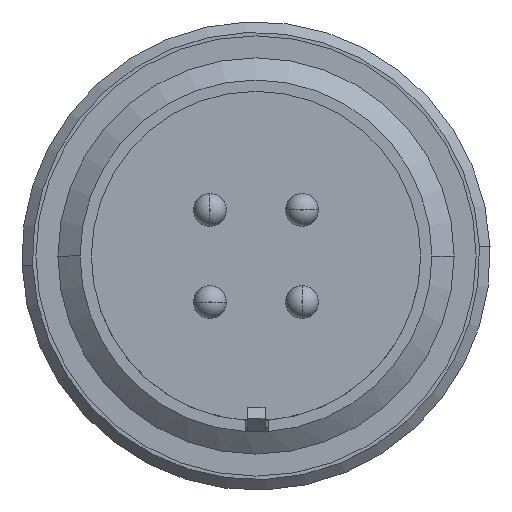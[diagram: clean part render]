
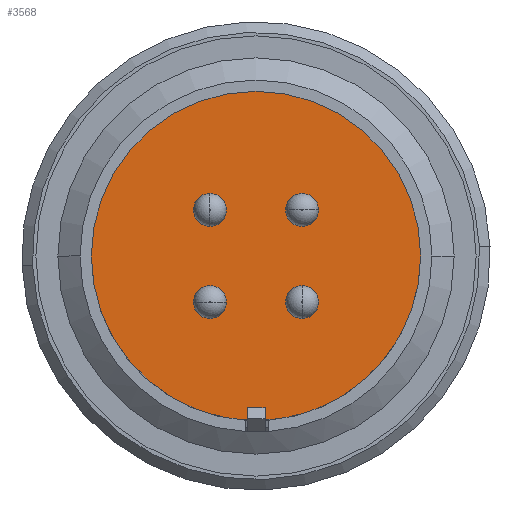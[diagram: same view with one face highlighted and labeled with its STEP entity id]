
A CAD part, front view. The second image highlights one B-rep face of the part: STEP entity #3568.
In plain terms, the highlighted planar face has unit normal (0, -1, 0).
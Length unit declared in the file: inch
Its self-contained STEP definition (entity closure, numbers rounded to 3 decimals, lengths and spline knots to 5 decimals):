
#6 = CARTESIAN_POINT ( 'NONE',  ( -0.13081, 0., -0.13081 ) ) ;
#7 = DIRECTION ( 'NONE',  ( 0., -1., 0. ) ) ;
#8 = DIRECTION ( 'NONE',  ( 0., 0., 1. ) ) ;
#14 = CARTESIAN_POINT ( 'NONE',  ( -0.13081, 0., 0.13081 ) ) ;
#15 = DIRECTION ( 'NONE',  ( 0., -1., 0. ) ) ;
#16 = DIRECTION ( 'NONE',  ( 0., 0., 1. ) ) ;
#166 = AXIS2_PLACEMENT_3D ( 'NONE', #3512, #3513, #3514 ) ;
#304 = AXIS2_PLACEMENT_3D ( 'NONE', #14, #15, #16 ) ;
#316 = AXIS2_PLACEMENT_3D ( 'NONE', #6, #7, #8 ) ;
#321 = AXIS2_PLACEMENT_3D ( 'NONE', #3384, #3385, #3386 ) ;
#329 = AXIS2_PLACEMENT_3D ( 'NONE', #3394, #3395, #3396 ) ;
#355 = EDGE_CURVE ( 'NONE', #4594, #4873, #2791, .T. ) ;
#360 = EDGE_CURVE ( 'NONE', #4591, #4893, #2778, .T. ) ;
#388 = EDGE_CURVE ( 'NONE', #4806, #4616, #2649, .T. ) ;
#408 = EDGE_CURVE ( 'NONE', #4847, #4826, #2673, .T. ) ;
#564 = CARTESIAN_POINT ( 'NONE',  ( -0.13081, 0., 0.17781 ) ) ;
#590 = CARTESIAN_POINT ( 'NONE',  ( -0.13081, 0., -0.13081 ) ) ;
#591 = DIRECTION ( 'NONE',  ( 0., -1., 0. ) ) ;
#592 = DIRECTION ( 'NONE',  ( 0., 0., 1. ) ) ;
#727 = AXIS2_PLACEMENT_3D ( 'NONE', #2520, #2521, #2522 ) ;
#731 = AXIS2_PLACEMENT_3D ( 'NONE', #3443, #3444, #3445 ) ;
#863 = CARTESIAN_POINT ( 'NONE',  ( -0.13081, 0., 0.13081 ) ) ;
#864 = DIRECTION ( 'NONE',  ( 0., -1., 0. ) ) ;
#865 = DIRECTION ( 'NONE',  ( 0., 0., 1. ) ) ;
#878 = CARTESIAN_POINT ( 'NONE',  ( 0.13081, 0., 0.13081 ) ) ;
#879 = DIRECTION ( 'NONE',  ( 0., -1., 0. ) ) ;
#880 = DIRECTION ( 'NONE',  ( 0., 0., 1. ) ) ;
#911 = CARTESIAN_POINT ( 'NONE',  ( 0.08381, 0., 0.13081 ) ) ;
#914 = CARTESIAN_POINT ( 'NONE',  ( -0.13081, 0., 0.08381 ) ) ;
#930 = CARTESIAN_POINT ( 'NONE',  ( -0.17781, 0., -0.13081 ) ) ;
#966 = FACE_BOUND ( 'NONE', #3302, .T. ) ;
#968 = FACE_BOUND ( 'NONE', #4759, .T. ) ;
#970 = FACE_BOUND ( 'NONE', #4964, .T. ) ;
#983 = FACE_OUTER_BOUND ( 'NONE', #3343, .T. ) ;
#985 = FACE_BOUND ( 'NONE', #4967, .T. ) ;
#1014 = CARTESIAN_POINT ( 'NONE',  ( 0.49, 0., 0. ) ) ;
#1066 = CARTESIAN_POINT ( 'NONE',  ( -0.49, 0., 0. ) ) ;
#1111 = CARTESIAN_POINT ( 'NONE',  ( -0.08381, 0., -0.13081 ) ) ;
#1122 = CARTESIAN_POINT ( 'NONE',  ( 0.13081, 0., -0.17781 ) ) ;
#1139 = CARTESIAN_POINT ( 'NONE',  ( 0.13081, 0., -0.08381 ) ) ;
#1204 = CIRCLE ( 'NONE', #166, 0.047 ) ;
#1219 = CIRCLE ( 'NONE', #316, 0.047 ) ;
#1291 = CIRCLE ( 'NONE', #329, 0.49 ) ;
#1295 = CIRCLE ( 'NONE', #321, 0.047 ) ;
#1323 = CIRCLE ( 'NONE', #304, 0.047 ) ;
#1494 = EDGE_CURVE ( 'NONE', #4766, #4699, #2806, .T. ) ;
#2283 = AXIS2_PLACEMENT_3D ( 'NONE', #878, #879, #880 ) ;
#2292 = AXIS2_PLACEMENT_3D ( 'NONE', #590, #591, #592 ) ;
#2349 = EDGE_CURVE ( 'NONE', #4826, #4847, #1204, .T. ) ;
#2364 = EDGE_CURVE ( 'NONE', #4616, #4806, #1219, .T. ) ;
#2368 = EDGE_CURVE ( 'NONE', #4873, #4594, #1323, .T. ) ;
#2391 = EDGE_CURVE ( 'NONE', #4893, #4591, #1295, .T. ) ;
#2394 = EDGE_CURVE ( 'NONE', #4699, #4766, #1291, .T. ) ;
#2395 = AXIS2_PLACEMENT_3D ( 'NONE', #863, #864, #865 ) ;
#2520 = CARTESIAN_POINT ( 'NONE',  ( 0.13081, 0., -0.13081 ) ) ;
#2521 = DIRECTION ( 'NONE',  ( 0., -1., 0. ) ) ;
#2522 = DIRECTION ( 'NONE',  ( 0., 0., 1. ) ) ;
#2649 = CIRCLE ( 'NONE', #2292, 0.047 ) ;
#2673 = CIRCLE ( 'NONE', #727, 0.047 ) ;
#2778 = CIRCLE ( 'NONE', #2283, 0.047 ) ;
#2791 = CIRCLE ( 'NONE', #2395, 0.047 ) ;
#2806 = CIRCLE ( 'NONE', #731, 0.49 ) ;
#2835 = CARTESIAN_POINT ( 'NONE',  ( 0.17781, 0., 0.13081 ) ) ;
#3077 = AXIS2_PLACEMENT_3D ( 'NONE', #4186, #4188, #4193 ) ;
#3119 = ORIENTED_EDGE ( 'NONE', *, *, #408, .F. ) ;
#3120 = ORIENTED_EDGE ( 'NONE', *, *, #2364, .F. ) ;
#3137 = ORIENTED_EDGE ( 'NONE', *, *, #2368, .F. ) ;
#3142 = ORIENTED_EDGE ( 'NONE', *, *, #355, .F. ) ;
#3163 = ORIENTED_EDGE ( 'NONE', *, *, #1494, .T. ) ;
#3244 = ORIENTED_EDGE ( 'NONE', *, *, #2349, .F. ) ;
#3262 = ORIENTED_EDGE ( 'NONE', *, *, #360, .F. ) ;
#3265 = ORIENTED_EDGE ( 'NONE', *, *, #2391, .F. ) ;
#3283 = ORIENTED_EDGE ( 'NONE', *, *, #388, .F. ) ;
#3302 = EDGE_LOOP ( 'NONE', ( #3265, #3262 ) ) ;
#3343 = EDGE_LOOP ( 'NONE', ( #3370, #3163 ) ) ;
#3370 = ORIENTED_EDGE ( 'NONE', *, *, #2394, .T. ) ;
#3384 = CARTESIAN_POINT ( 'NONE',  ( 0.13081, 0., 0.13081 ) ) ;
#3385 = DIRECTION ( 'NONE',  ( 0., -1., 0. ) ) ;
#3386 = DIRECTION ( 'NONE',  ( 0., 0., 1. ) ) ;
#3394 = CARTESIAN_POINT ( 'NONE',  ( 0., 0., 0. ) ) ;
#3395 = DIRECTION ( 'NONE',  ( 0., -1., 0. ) ) ;
#3396 = DIRECTION ( 'NONE',  ( 0., 0., 1. ) ) ;
#3443 = CARTESIAN_POINT ( 'NONE',  ( 0., 0., 0. ) ) ;
#3444 = DIRECTION ( 'NONE',  ( 0., -1., 0. ) ) ;
#3445 = DIRECTION ( 'NONE',  ( 0., 0., 1. ) ) ;
#3512 = CARTESIAN_POINT ( 'NONE',  ( 0.13081, 0., -0.13081 ) ) ;
#3513 = DIRECTION ( 'NONE',  ( 0., -1., 0. ) ) ;
#3514 = DIRECTION ( 'NONE',  ( 0., 0., 1. ) ) ;
#3568 = ADVANCED_FACE ( 'NONE', ( #983, #970, #985, #968, #966 ), #4190, .F. ) ;
#4186 = CARTESIAN_POINT ( 'NONE',  ( 0., 0., 0. ) ) ;
#4188 = DIRECTION ( 'NONE',  ( 0., 1., 0. ) ) ;
#4190 = PLANE ( 'NONE',  #3077 ) ;
#4193 = DIRECTION ( 'NONE',  ( 0., 0., 1. ) ) ;
#4591 = VERTEX_POINT ( 'NONE', #911 ) ;
#4594 = VERTEX_POINT ( 'NONE', #914 ) ;
#4616 = VERTEX_POINT ( 'NONE', #930 ) ;
#4699 = VERTEX_POINT ( 'NONE', #1014 ) ;
#4759 = EDGE_LOOP ( 'NONE', ( #3120, #3283 ) ) ;
#4766 = VERTEX_POINT ( 'NONE', #1066 ) ;
#4806 = VERTEX_POINT ( 'NONE', #1111 ) ;
#4826 = VERTEX_POINT ( 'NONE', #1122 ) ;
#4847 = VERTEX_POINT ( 'NONE', #1139 ) ;
#4873 = VERTEX_POINT ( 'NONE', #564 ) ;
#4893 = VERTEX_POINT ( 'NONE', #2835 ) ;
#4964 = EDGE_LOOP ( 'NONE', ( #3137, #3142 ) ) ;
#4967 = EDGE_LOOP ( 'NONE', ( #3244, #3119 ) ) ;
